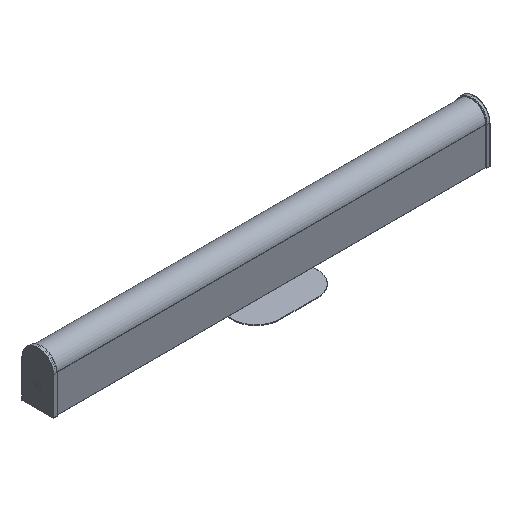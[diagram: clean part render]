
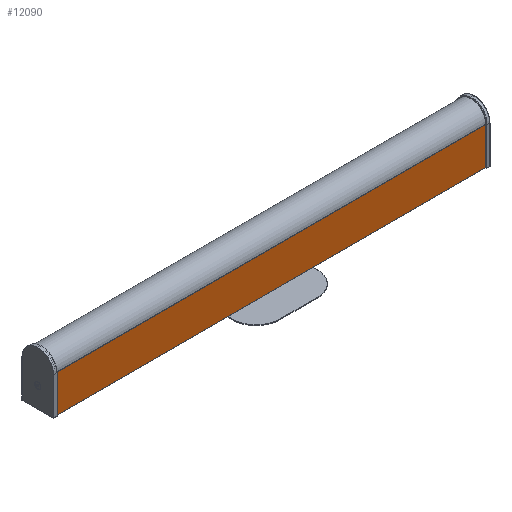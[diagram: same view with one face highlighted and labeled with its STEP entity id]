
A CAD part, isometric view. The second image highlights one B-rep face of the part: STEP entity #12090.
In plain terms, the highlighted planar face has unit normal (0, -1, 0).
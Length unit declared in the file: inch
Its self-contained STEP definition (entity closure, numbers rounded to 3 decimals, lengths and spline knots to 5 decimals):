
#2394 = VERTEX_POINT ( 'NONE', #7246 ) ;
#2431 = VERTEX_POINT ( 'NONE', #7287 ) ;
#2696 = VERTEX_POINT ( 'NONE', #7916 ) ;
#2729 = VERTEX_POINT ( 'NONE', #7963 ) ;
#4306 = FACE_OUTER_BOUND ( 'NONE', #5396, .T. ) ;
#5396 = EDGE_LOOP ( 'NONE', ( #13379, #11655, #12488, #13382 ) ) ;
#7246 = CARTESIAN_POINT ( 'NONE',  ( 22.79528, -0.775, 0.51261 ) ) ;
#7287 = CARTESIAN_POINT ( 'NONE',  ( 0., -0.775, 0.51261 ) ) ;
#7916 = CARTESIAN_POINT ( 'NONE',  ( 0., -0.775, -1.44268 ) ) ;
#7963 = CARTESIAN_POINT ( 'NONE',  ( 22.79528, -0.775, -1.44268 ) ) ;
#8318 = CARTESIAN_POINT ( 'NONE',  ( 150., -0.775, 0.51261 ) ) ;
#8339 = PLANE ( 'NONE',  #14220 ) ;
#8340 = DIRECTION ( 'NONE',  ( 0., 1., 0. ) ) ;
#8341 = DIRECTION ( 'NONE',  ( 0., 0., 1. ) ) ;
#9951 = DIRECTION ( 'NONE',  ( 0., 0., -1. ) ) ;
#9990 = CARTESIAN_POINT ( 'NONE',  ( 22.79528, -0.775, 0.51261 ) ) ;
#10035 = DIRECTION ( 'NONE',  ( -1., 0., 0. ) ) ;
#10062 = CARTESIAN_POINT ( 'NONE',  ( 150., -0.775, -1.44268 ) ) ;
#10090 = CARTESIAN_POINT ( 'NONE',  ( 0., -0.775, 0.51261 ) ) ;
#10097 = DIRECTION ( 'NONE',  ( 0., 0., 1. ) ) ;
#11655 = ORIENTED_EDGE ( 'NONE', *, *, #13531, .F. ) ;
#12090 = ADVANCED_FACE ( 'NONE', ( #4306 ), #8339, .F. ) ;
#12488 = ORIENTED_EDGE ( 'NONE', *, *, #13527, .F. ) ;
#13379 = ORIENTED_EDGE ( 'NONE', *, *, #15617, .F. ) ;
#13382 = ORIENTED_EDGE ( 'NONE', *, *, #13494, .F. ) ;
#13494 = EDGE_CURVE ( 'NONE', #2394, #2729, #31935, .T. ) ;
#13527 = EDGE_CURVE ( 'NONE', #2729, #2696, #31997, .T. ) ;
#13531 = EDGE_CURVE ( 'NONE', #2696, #2431, #31977, .T. ) ;
#14220 = AXIS2_PLACEMENT_3D ( 'NONE', #8318, #8340, #8341 ) ;
#15617 = EDGE_CURVE ( 'NONE', #2431, #2394, #18147, .T. ) ;
#18097 = VECTOR ( 'NONE', #29066, 39.37008 ) ;
#18147 = LINE ( 'NONE', #29081, #18097 ) ;
#29066 = DIRECTION ( 'NONE',  ( 1., 0., 0. ) ) ;
#29081 = CARTESIAN_POINT ( 'NONE',  ( 150., -0.775, 0.51261 ) ) ;
#31935 = LINE ( 'NONE', #9990, #31959 ) ;
#31959 = VECTOR ( 'NONE', #9951, 39.37008 ) ;
#31974 = VECTOR ( 'NONE', #10035, 39.37008 ) ;
#31977 = LINE ( 'NONE', #10090, #31989 ) ;
#31989 = VECTOR ( 'NONE', #10097, 39.37008 ) ;
#31997 = LINE ( 'NONE', #10062, #31974 ) ;
